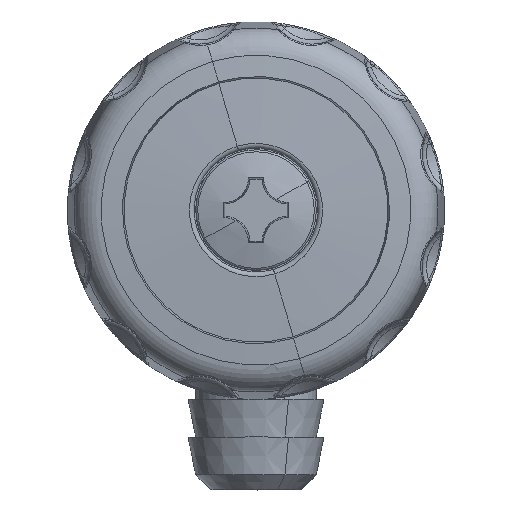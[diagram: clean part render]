
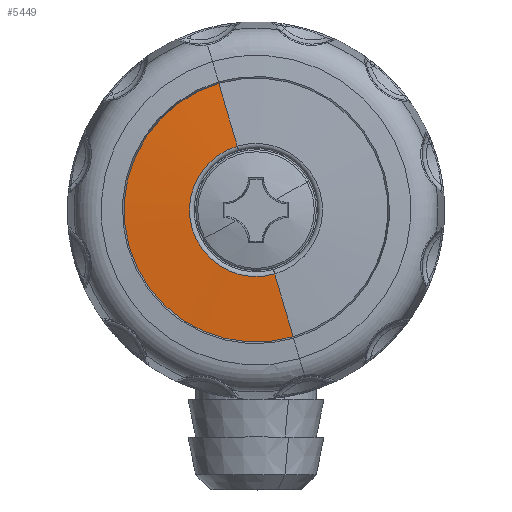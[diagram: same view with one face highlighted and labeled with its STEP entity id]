
A CAD part, top view. The second image highlights one B-rep face of the part: STEP entity #5449.
In plain terms, the highlighted spherical face has radius 99.6 mm.
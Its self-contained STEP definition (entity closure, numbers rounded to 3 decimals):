
#1296=CARTESIAN_POINT('Vertex',(-2.463,8.396,36.)) ;
#1303=CARTESIAN_POINT('Vertex',(2.463,-8.396,36.)) ;
#1549=CARTESIAN_POINT('Axis2P3D Location',(0.,0.,36.)) ;
#3492=CARTESIAN_POINT('Axis2P3D Location',(0.,0.,-63.215)) ;
#3497=CARTESIAN_POINT('Axis2P3D Location',(0.,0.,-63.215)) ;
#3501=CARTESIAN_POINT('Vertex',(1.243,-4.235,36.287)) ;
#3504=CARTESIAN_POINT('Axis2P3D Location',(0.,0.,-63.215)) ;
#3508=CARTESIAN_POINT('Vertex',(-1.243,4.235,36.287)) ;
#5438=CARTESIAN_POINT('Axis2P3D Location',(0.,0.,36.287)) ;
#1550=DIRECTION('Axis2P3D Direction',(0.,0.,1.)) ;
#3493=DIRECTION('Axis2P3D Direction',(-0.,0.,-1.)) ;
#3494=DIRECTION('Axis2P3D XDirection',(0.282,-0.96,0.)) ;
#3498=DIRECTION('Axis2P3D Direction',(0.96,0.282,0.)) ;
#3505=DIRECTION('Axis2P3D Direction',(-0.96,-0.282,0.)) ;
#5439=DIRECTION('Axis2P3D Direction',(-0.,0.,-1.)) ;
#1551=AXIS2_PLACEMENT_3D('Circle Axis2P3D',#1549,#1550,$) ;
#3495=AXIS2_PLACEMENT_3D('Sphere Axis2P3D',#3492,#3493,#3494) ;
#3499=AXIS2_PLACEMENT_3D('Circle Axis2P3D',#3497,#3498,$) ;
#3506=AXIS2_PLACEMENT_3D('Circle Axis2P3D',#3504,#3505,$) ;
#5440=AXIS2_PLACEMENT_3D('Circle Axis2P3D',#5438,#5439,$) ;
#5444=ORIENTED_EDGE('',*,*,#3510,.T.) ;
#5445=ORIENTED_EDGE('',*,*,#1553,.F.) ;
#5446=ORIENTED_EDGE('',*,*,#3503,.F.) ;
#5447=ORIENTED_EDGE('',*,*,#5442,.T.) ;
#5449=ADVANCED_FACE('PartBody',(#5448),#3496,.T.) ;
#1552=CIRCLE('generated circle',#1551,8.75) ;
#3500=CIRCLE('generated circle',#3499,99.6) ;
#3507=CIRCLE('generated circle',#3506,99.6) ;
#5441=CIRCLE('generated circle',#5440,4.413) ;
#1553=EDGE_CURVE('',#1304,#1297,#1552,.F.) ;
#3503=EDGE_CURVE('',#3502,#1304,#3500,.T.) ;
#3510=EDGE_CURVE('',#3509,#1297,#3507,.T.) ;
#5442=EDGE_CURVE('',#3502,#3509,#5441,.T.) ;
#5443=EDGE_LOOP('',(#5444,#5445,#5446,#5447)) ;
#5448=FACE_OUTER_BOUND('',#5443,.T.) ;
#3496=SPHERICAL_SURFACE('',#3495,99.6) ;
#1297=VERTEX_POINT('',#1296) ;
#1304=VERTEX_POINT('',#1303) ;
#3502=VERTEX_POINT('',#3501) ;
#3509=VERTEX_POINT('',#3508) ;
